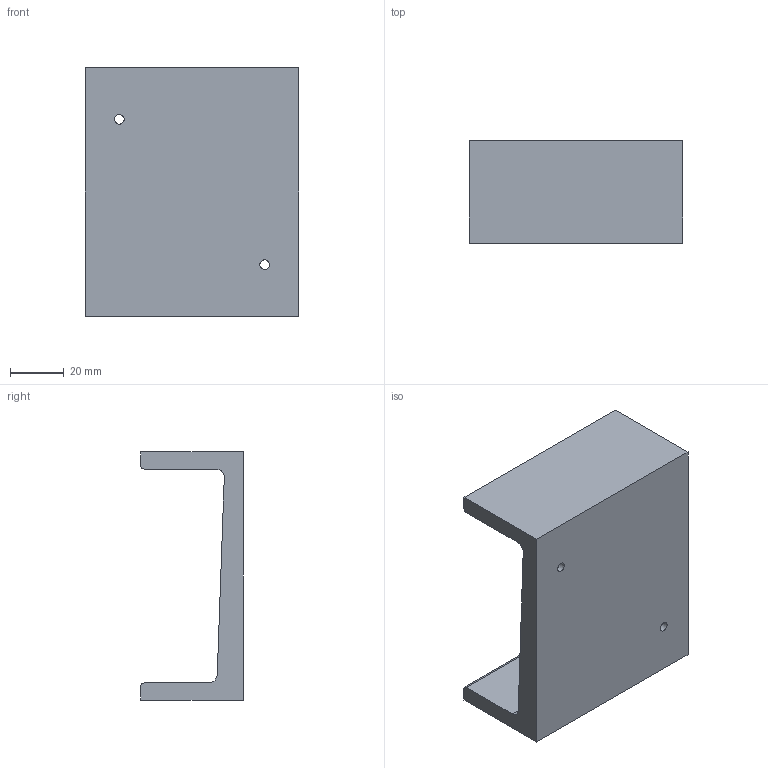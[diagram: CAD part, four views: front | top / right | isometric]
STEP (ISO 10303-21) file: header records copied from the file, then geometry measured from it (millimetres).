
FILE_DESCRIPTION(/* description */ (''),/* implementation_level */ '2;1');
FILE_NAME(/* name */ 'BottleHolderDoubleV1.stp',/* time_stamp */ '2025-05-07T22:31:27-05:00',/* author */ ('dpseu'),/* organization */ (''),/* preprocessor_version */ 'ST-DEVELOPER v20',/* originating_system */ 'Autodesk Inventor 2025',/* authorisation */ '');
FILE_SCHEMA (('AUTOMOTIVE_DESIGN { 1 0 10303 214 3 1 1 }'));
Length unit declared in the file: inch
Products named in the file (1): BottleHolderV4
Bounding box: 79.25 x 38.1 x 91.95 mm (x, y, z)
Volume: 81952.2 mm3; surface area: 27595.4 mm2
Topology: 1 solids, 1 shells, 30 faces, 78 edges, 52 vertices
Faces by surface type: plane 24, cylinder 6
Full cylindrical faces by diameter (mm): 3.556 x2
Entity records: 967 total; most frequent: CARTESIAN_POINT 161, ORIENTED_EDGE 156, DIRECTION 152, EDGE_CURVE 78, LINE 66, VECTOR 66, VERTEX_POINT 52, AXIS2_PLACEMENT_3D 43
